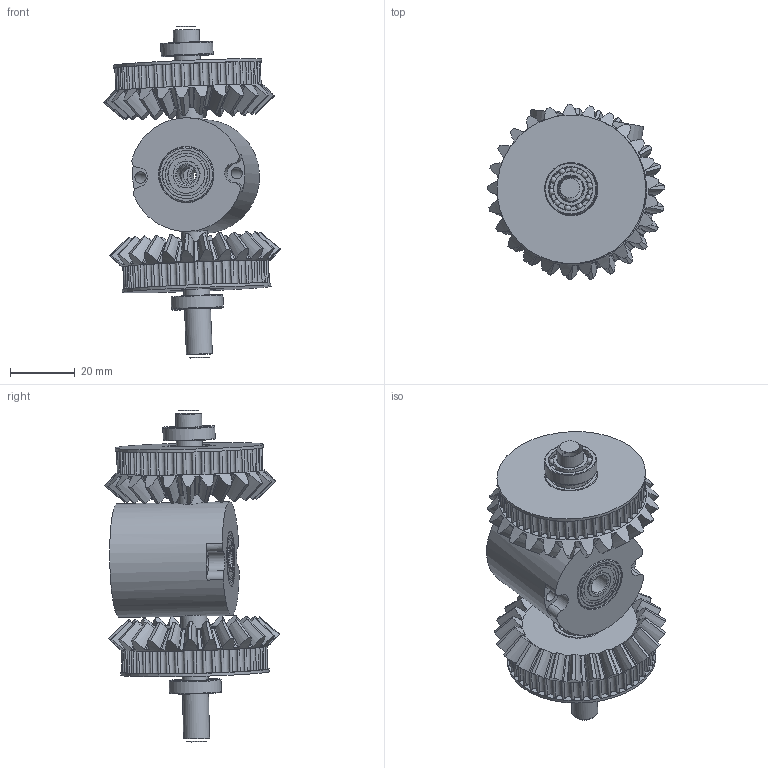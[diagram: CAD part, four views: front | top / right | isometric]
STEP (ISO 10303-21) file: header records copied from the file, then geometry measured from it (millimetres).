
FILE_DESCRIPTION(/* description */ (''),/* implementation_level */ '2;1');
FILE_NAME(/* name */ 'czlon2_ipt_3d27bbb7.STEP',/* time_stamp */ '2022-06-05T10:39:13+02:00',/* author */ ('pc'),/* organization */ (''),/* preprocessor_version */ 'ST-DEVELOPER v18.1',/* originating_system */ 'Autodesk Inventor 2021',/* authorisation */ '');
FILE_SCHEMA (('AUTOMOTIVE_DESIGN { 1 0 10303 214 3 1 1 }'));
Length unit declared in the file: inch
Products named in the file (1): czlon2
Bounding box: 54.66 x 53.88 x 102.17 mm (x, y, z)
Volume: 75086.3 mm3; surface area: 34915 mm2
Topology: 54 solids, 54 shells, 786 faces, 2405 edges, 1679 vertices
Faces by surface type: cylinder 278, bspline 250, torus 84, cone 76, plane 64, sphere 34
Full cylindrical faces by diameter (mm): 3.5 x2, 6.001 x2, 6.2 x1, 8 x9, 8.2 x4, 9.026 x4, 10 x2, 10.5 x12, 11.3 x1, 13.5 x12, 13.646 x4, 14.8 x8, 16 x6, 16.4 x4, 17 x2, 17.3 x2, 35 x1, 45.798 x4
Entity records: 31550 total; most frequent: CARTESIAN_POINT 9741, ORIENTED_EDGE 4674, DIRECTION 4304, EDGE_CURVE 2337, AXIS2_PLACEMENT_3D 1848, VERTEX_POINT 1679, CIRCLE 1311, EDGE_LOOP 854
